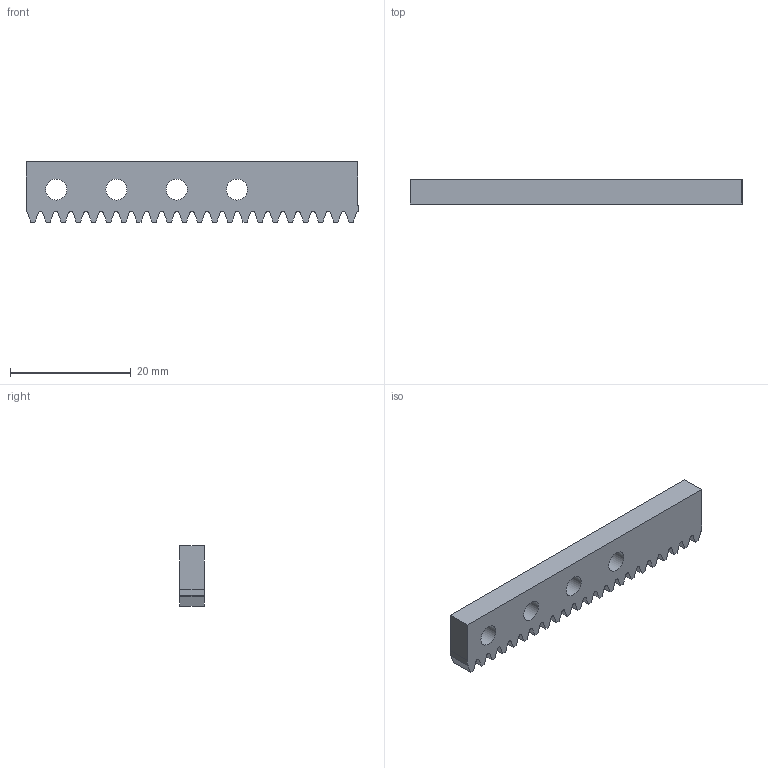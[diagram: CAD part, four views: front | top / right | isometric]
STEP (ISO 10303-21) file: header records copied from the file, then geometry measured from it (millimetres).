
FILE_DESCRIPTION(/* description */ (''),/* implementation_level */ '2;1');
FILE_NAME(/* name */ 'ref_RGEAL0.8KA-55-A5-B10-C10-D10 v1.step',/* time_stamp */ '2023-11-03T00:21:29+09:00',/* author */ (''),/* organization */ (''),/* preprocessor_version */ 'ST-DEVELOPER v20',/* originating_system */ 'Autodesk Translation Framework v12.14.0.127',/* authorisation */ '');
FILE_SCHEMA (('AUTOMOTIVE_DESIGN { 1 0 10303 214 3 1 1 }'));
Length unit declared in the file: millimetre
Products named in the file (1): ref_RGEAL0.8KA-55-A5-B10-C10-D10
Bounding box: 55.08 x 4 x 10 mm (x, y, z)
Volume: 1865.1 mm3; surface area: 1825.6 mm2
Topology: 1 solids, 1 shells, 144 faces, 444 edges, 302 vertices
Faces by surface type: plane 96, cylinder 48
Full cylindrical faces by diameter (mm): 3.5 x4
Entity records: 5024 total; most frequent: CARTESIAN_POINT 891, ORIENTED_EDGE 888, DIRECTION 830, EDGE_CURVE 444, LINE 348, VECTOR 348, VERTEX_POINT 302, AXIS2_PLACEMENT_3D 241
